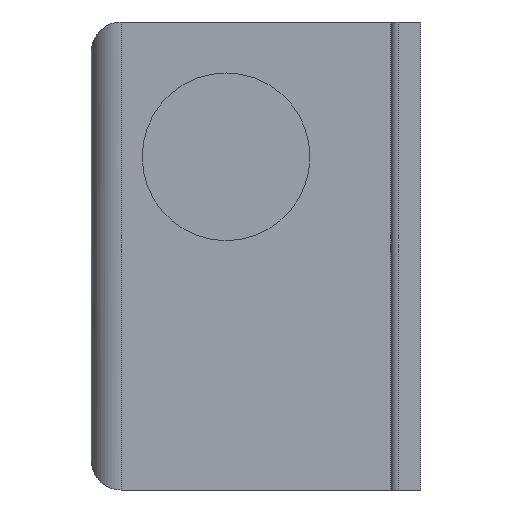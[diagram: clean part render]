
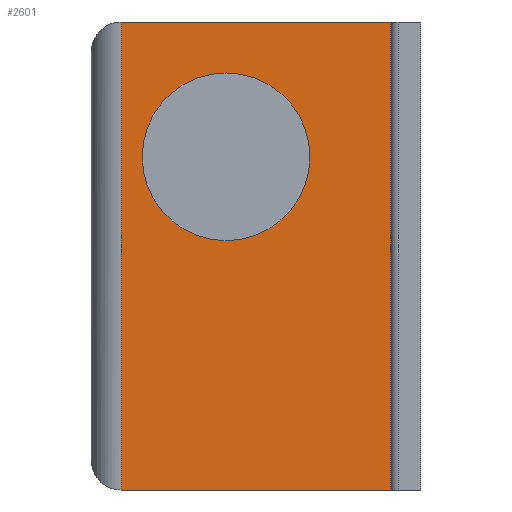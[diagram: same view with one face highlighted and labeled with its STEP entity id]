
A CAD part, front view. The second image highlights one B-rep face of the part: STEP entity #2601.
In plain terms, the highlighted planar face has unit normal (0, -1, 0).
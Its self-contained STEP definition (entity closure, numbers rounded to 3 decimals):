
#44 = PLANE('',#45);
#45 = AXIS2_PLACEMENT_3D('',#46,#47,#48);
#46 = CARTESIAN_POINT('',(-18.,-5.,0.));
#47 = DIRECTION('',(0.,0.,1.));
#48 = DIRECTION('',(1.,0.,0.));
#100 = PLANE('',#101);
#101 = AXIS2_PLACEMENT_3D('',#102,#103,#104);
#102 = CARTESIAN_POINT('',(-18.,-5.,62.5));
#103 = DIRECTION('',(0.,0.,1.));
#104 = DIRECTION('',(1.,0.,0.));
#493 = VERTEX_POINT('',#494);
#494 = CARTESIAN_POINT('',(-14.,-5.,0.));
#520 = EDGE_CURVE('',#493,#521,#523,.T.);
#521 = VERTEX_POINT('',#522);
#522 = CARTESIAN_POINT('',(22.,-5.,0.));
#523 = SURFACE_CURVE('',#524,(#528,#535),.PCURVE_S1.);
#524 = LINE('',#525,#526);
#525 = CARTESIAN_POINT('',(-18.,-5.,0.));
#526 = VECTOR('',#527,1.);
#527 = DIRECTION('',(1.,0.,0.));
#528 = PCURVE('',#44,#529);
#529 = DEFINITIONAL_REPRESENTATION('',(#530),#534);
#530 = LINE('',#531,#532);
#531 = CARTESIAN_POINT('',(0.,0.));
#532 = VECTOR('',#533,1.);
#533 = DIRECTION('',(1.,0.));
#534 = ( GEOMETRIC_REPRESENTATION_CONTEXT(2) 
PARAMETRIC_REPRESENTATION_CONTEXT() REPRESENTATION_CONTEXT('2D SPACE',''
  ) );
#535 = PCURVE('',#536,#541);
#536 = PLANE('',#537);
#537 = AXIS2_PLACEMENT_3D('',#538,#539,#540);
#538 = CARTESIAN_POINT('',(-18.,-5.,0.));
#539 = DIRECTION('',(0.,1.,0.));
#540 = DIRECTION('',(0.,0.,1.));
#541 = DEFINITIONAL_REPRESENTATION('',(#542),#546);
#542 = LINE('',#543,#544);
#543 = CARTESIAN_POINT('',(0.,0.));
#544 = VECTOR('',#545,1.);
#545 = DIRECTION('',(0.,1.));
#546 = ( GEOMETRIC_REPRESENTATION_CONTEXT(2) 
PARAMETRIC_REPRESENTATION_CONTEXT() REPRESENTATION_CONTEXT('2D SPACE',''
  ) );
#1187 = VERTEX_POINT('',#1188);
#1188 = CARTESIAN_POINT('',(-14.,-5.,62.5));
#1209 = EDGE_CURVE('',#1187,#1210,#1212,.T.);
#1210 = VERTEX_POINT('',#1211);
#1211 = CARTESIAN_POINT('',(22.,-5.,62.5));
#1212 = SURFACE_CURVE('',#1213,(#1217,#1224),.PCURVE_S1.);
#1213 = LINE('',#1214,#1215);
#1214 = CARTESIAN_POINT('',(-18.,-5.,62.5));
#1215 = VECTOR('',#1216,1.);
#1216 = DIRECTION('',(1.,0.,0.));
#1217 = PCURVE('',#100,#1218);
#1218 = DEFINITIONAL_REPRESENTATION('',(#1219),#1223);
#1219 = LINE('',#1220,#1221);
#1220 = CARTESIAN_POINT('',(0.,0.));
#1221 = VECTOR('',#1222,1.);
#1222 = DIRECTION('',(1.,0.));
#1223 = ( GEOMETRIC_REPRESENTATION_CONTEXT(2) 
PARAMETRIC_REPRESENTATION_CONTEXT() REPRESENTATION_CONTEXT('2D SPACE',''
  ) );
#1224 = PCURVE('',#536,#1225);
#1225 = DEFINITIONAL_REPRESENTATION('',(#1226),#1230);
#1226 = LINE('',#1227,#1228);
#1227 = CARTESIAN_POINT('',(62.5,0.));
#1228 = VECTOR('',#1229,1.);
#1229 = DIRECTION('',(0.,1.));
#1230 = ( GEOMETRIC_REPRESENTATION_CONTEXT(2) 
PARAMETRIC_REPRESENTATION_CONTEXT() REPRESENTATION_CONTEXT('2D SPACE',''
  ) );
#2474 = CYLINDRICAL_SURFACE('',#2475,4.);
#2475 = AXIS2_PLACEMENT_3D('',#2476,#2477,#2478);
#2476 = CARTESIAN_POINT('',(-14.,-1.,0.));
#2477 = DIRECTION('',(0.,0.,1.));
#2478 = DIRECTION('',(-1.,-0.,0.));
#2601 = ADVANCED_FACE('',(#2602,#2653),#536,.F.);
#2602 = FACE_BOUND('',#2603,.F.);
#2603 = EDGE_LOOP('',(#2604,#2605,#2626,#2627));
#2604 = ORIENTED_EDGE('',*,*,#520,.F.);
#2605 = ORIENTED_EDGE('',*,*,#2606,.T.);
#2606 = EDGE_CURVE('',#493,#1187,#2607,.T.);
#2607 = SURFACE_CURVE('',#2608,(#2612,#2619),.PCURVE_S1.);
#2608 = LINE('',#2609,#2610);
#2609 = CARTESIAN_POINT('',(-14.,-5.,0.));
#2610 = VECTOR('',#2611,1.);
#2611 = DIRECTION('',(0.,0.,1.));
#2612 = PCURVE('',#536,#2613);
#2613 = DEFINITIONAL_REPRESENTATION('',(#2614),#2618);
#2614 = LINE('',#2615,#2616);
#2615 = CARTESIAN_POINT('',(0.,4.));
#2616 = VECTOR('',#2617,1.);
#2617 = DIRECTION('',(1.,0.));
#2618 = ( GEOMETRIC_REPRESENTATION_CONTEXT(2) 
PARAMETRIC_REPRESENTATION_CONTEXT() REPRESENTATION_CONTEXT('2D SPACE',''
  ) );
#2619 = PCURVE('',#2474,#2620);
#2620 = DEFINITIONAL_REPRESENTATION('',(#2621),#2625);
#2621 = LINE('',#2622,#2623);
#2622 = CARTESIAN_POINT('',(1.571,0.));
#2623 = VECTOR('',#2624,1.);
#2624 = DIRECTION('',(0.,1.));
#2625 = ( GEOMETRIC_REPRESENTATION_CONTEXT(2) 
PARAMETRIC_REPRESENTATION_CONTEXT() REPRESENTATION_CONTEXT('2D SPACE',''
  ) );
#2626 = ORIENTED_EDGE('',*,*,#1209,.T.);
#2627 = ORIENTED_EDGE('',*,*,#2628,.F.);
#2628 = EDGE_CURVE('',#521,#1210,#2629,.T.);
#2629 = SURFACE_CURVE('',#2630,(#2634,#2641),.PCURVE_S1.);
#2630 = LINE('',#2631,#2632);
#2631 = CARTESIAN_POINT('',(22.,-5.,0.));
#2632 = VECTOR('',#2633,1.);
#2633 = DIRECTION('',(0.,0.,1.));
#2634 = PCURVE('',#536,#2635);
#2635 = DEFINITIONAL_REPRESENTATION('',(#2636),#2640);
#2636 = LINE('',#2637,#2638);
#2637 = CARTESIAN_POINT('',(0.,40.));
#2638 = VECTOR('',#2639,1.);
#2639 = DIRECTION('',(1.,0.));
#2640 = ( GEOMETRIC_REPRESENTATION_CONTEXT(2) 
PARAMETRIC_REPRESENTATION_CONTEXT() REPRESENTATION_CONTEXT('2D SPACE',''
  ) );
#2641 = PCURVE('',#2642,#2647);
#2642 = PLANE('',#2643);
#2643 = AXIS2_PLACEMENT_3D('',#2644,#2645,#2646);
#2644 = CARTESIAN_POINT('',(22.,-15.,0.));
#2645 = DIRECTION('',(1.,0.,0.));
#2646 = DIRECTION('',(0.,0.,1.));
#2647 = DEFINITIONAL_REPRESENTATION('',(#2648),#2652);
#2648 = LINE('',#2649,#2650);
#2649 = CARTESIAN_POINT('',(0.,-10.));
#2650 = VECTOR('',#2651,1.);
#2651 = DIRECTION('',(1.,0.));
#2652 = ( GEOMETRIC_REPRESENTATION_CONTEXT(2) 
PARAMETRIC_REPRESENTATION_CONTEXT() REPRESENTATION_CONTEXT('2D SPACE',''
  ) );
#2653 = FACE_BOUND('',#2654,.F.);
#2654 = EDGE_LOOP('',(#2655));
#2655 = ORIENTED_EDGE('',*,*,#2656,.T.);
#2656 = EDGE_CURVE('',#2657,#2657,#2659,.T.);
#2657 = VERTEX_POINT('',#2658);
#2658 = CARTESIAN_POINT('',(11.2,-5.,44.5));
#2659 = SURFACE_CURVE('',#2660,(#2665,#2676),.PCURVE_S1.);
#2660 = CIRCLE('',#2661,11.2);
#2661 = AXIS2_PLACEMENT_3D('',#2662,#2663,#2664);
#2662 = CARTESIAN_POINT('',(0.,-5.,44.5));
#2663 = DIRECTION('',(0.,-1.,0.));
#2664 = DIRECTION('',(1.,0.,0.));
#2665 = PCURVE('',#536,#2666);
#2666 = DEFINITIONAL_REPRESENTATION('',(#2667),#2675);
#2667 = ( BOUNDED_CURVE() B_SPLINE_CURVE(2,(#2668,#2669,#2670,#2671,
#2672,#2673,#2674),.UNSPECIFIED.,.T.,.F.) B_SPLINE_CURVE_WITH_KNOTS((1,2
    ,2,2,2,1),(-2.094,0.,2.094,4.189,
6.283,8.378),.UNSPECIFIED.) CURVE() 
GEOMETRIC_REPRESENTATION_ITEM() RATIONAL_B_SPLINE_CURVE((1.,0.5,1.,0.5,
1.,0.5,1.)) REPRESENTATION_ITEM('') );
#2668 = CARTESIAN_POINT('',(44.5,29.2));
#2669 = CARTESIAN_POINT('',(63.899,29.2));
#2670 = CARTESIAN_POINT('',(54.199,12.4));
#2671 = CARTESIAN_POINT('',(44.5,-4.4));
#2672 = CARTESIAN_POINT('',(34.801,12.4));
#2673 = CARTESIAN_POINT('',(25.101,29.2));
#2674 = CARTESIAN_POINT('',(44.5,29.2));
#2675 = ( GEOMETRIC_REPRESENTATION_CONTEXT(2) 
PARAMETRIC_REPRESENTATION_CONTEXT() REPRESENTATION_CONTEXT('2D SPACE',''
  ) );
#2676 = PCURVE('',#2677,#2682);
#2677 = CYLINDRICAL_SURFACE('',#2678,11.2);
#2678 = AXIS2_PLACEMENT_3D('',#2679,#2680,#2681);
#2679 = CARTESIAN_POINT('',(0.,3.,44.5));
#2680 = DIRECTION('',(0.,-1.,0.));
#2681 = DIRECTION('',(1.,0.,0.));
#2682 = DEFINITIONAL_REPRESENTATION('',(#2683),#2687);
#2683 = LINE('',#2684,#2685);
#2684 = CARTESIAN_POINT('',(0.,8.));
#2685 = VECTOR('',#2686,1.);
#2686 = DIRECTION('',(1.,0.));
#2687 = ( GEOMETRIC_REPRESENTATION_CONTEXT(2) 
PARAMETRIC_REPRESENTATION_CONTEXT() REPRESENTATION_CONTEXT('2D SPACE',''
  ) );
